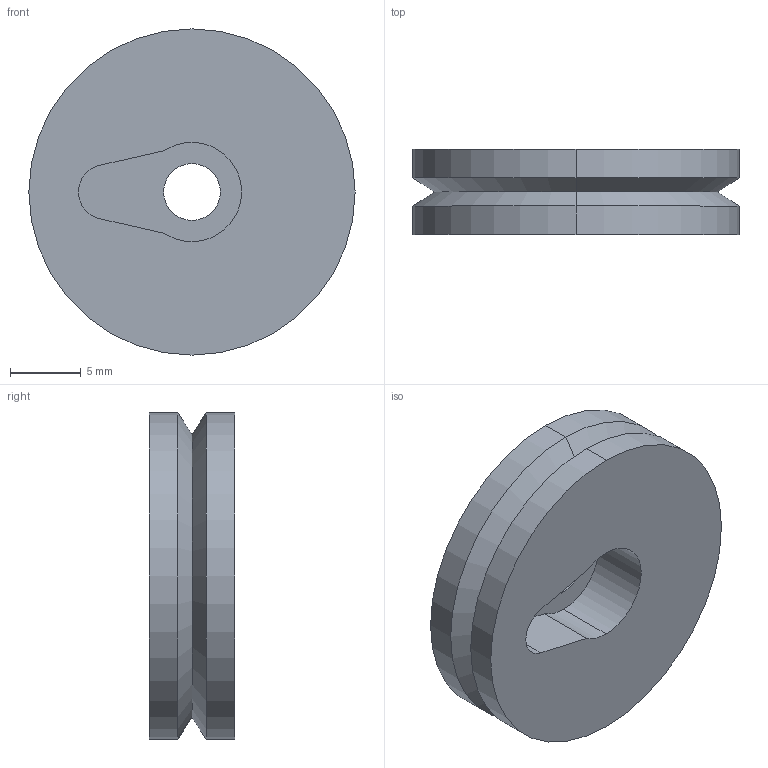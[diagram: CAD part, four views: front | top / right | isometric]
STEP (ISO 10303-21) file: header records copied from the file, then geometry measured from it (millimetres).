
FILE_DESCRIPTION (( 'STEP AP214' ), '1' );
FILE_NAME ('acople_servo_dedos.STEP', '2020-10-22T04:49:40', ( '' ), ( '' ), 'SwSTEP 2.0', 'SolidWorks 2020', '' );
FILE_SCHEMA (( 'AUTOMOTIVE_DESIGN' ));
Length unit declared in the file: millimetre
Products named in the file (1): acople_servo_dedos
Bounding box: 23 x 6 x 23 mm (x, y, z)
Volume: 2119.9 mm3; surface area: 1486.4 mm2
Topology: 1 solids, 1 shells, 19 faces, 42 edges, 26 vertices
Faces by surface type: cylinder 10, plane 5, cone 4
Entity records: 568 total; most frequent: DIRECTION 104, CARTESIAN_POINT 88, ORIENTED_EDGE 84, AXIS2_PLACEMENT_3D 42, EDGE_CURVE 42, VERTEX_POINT 26, CIRCLE 22, EDGE_LOOP 22
